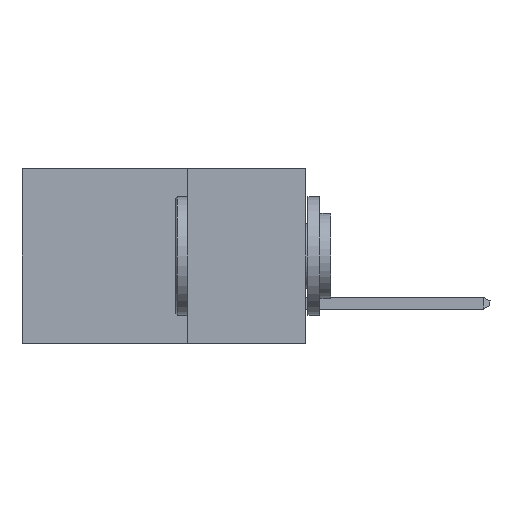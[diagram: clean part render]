
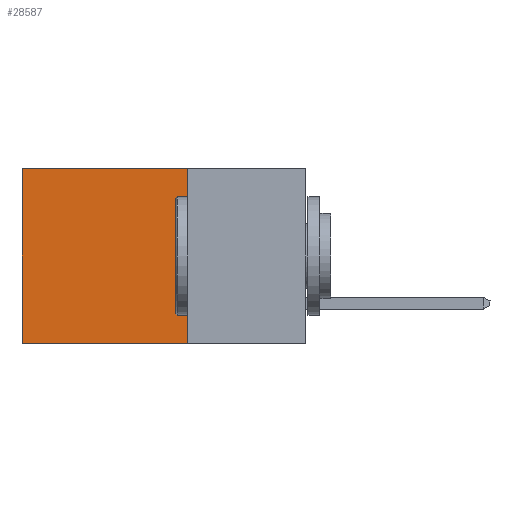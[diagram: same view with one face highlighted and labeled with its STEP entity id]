
A CAD part, left-side view. The second image highlights one B-rep face of the part: STEP entity #28587.
In plain terms, the highlighted planar face has unit normal (-1, 0, 0).
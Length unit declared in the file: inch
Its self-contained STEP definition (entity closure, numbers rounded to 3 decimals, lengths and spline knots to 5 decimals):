
#633 = CARTESIAN_POINT ( 'NONE',  ( 0.298, 0.6, 0. ) ) ;
#849 = AXIS2_PLACEMENT_3D ( 'NONE', #21014, #23347, #11804 ) ;
#1996 = ORIENTED_EDGE ( 'NONE', *, *, #21036, .T. ) ;
#2483 = DIRECTION ( 'NONE',  ( 0., 1., 0. ) ) ;
#2765 = EDGE_CURVE ( 'NONE', #22820, #20279, #5958, .T. ) ;
#3031 = DIRECTION ( 'NONE',  ( 0., 1., 0. ) ) ;
#4785 = PLANE ( 'NONE',  #849 ) ;
#5924 = CARTESIAN_POINT ( 'NONE',  ( 0.298, 0.6, -0.37 ) ) ;
#5958 = LINE ( 'NONE', #16349, #26622 ) ;
#7192 = ORIENTED_EDGE ( 'NONE', *, *, #2765, .F. ) ;
#7437 = CARTESIAN_POINT ( 'NONE',  ( 0.298, 0.25, 0. ) ) ;
#9547 = EDGE_LOOP ( 'NONE', ( #23105, #7192, #19359, #1996 ) ) ;
#9584 = VECTOR ( 'NONE', #19992, 39.37008 ) ;
#11804 = DIRECTION ( 'NONE',  ( 0., 0., -1. ) ) ;
#12321 = VECTOR ( 'NONE', #14381, 39.37008 ) ;
#12837 = CARTESIAN_POINT ( 'NONE',  ( 0.298, 0.6, 0. ) ) ;
#14381 = DIRECTION ( 'NONE',  ( 0., 0., -1. ) ) ;
#15289 = CARTESIAN_POINT ( 'NONE',  ( 0.298, 0.25, 0. ) ) ;
#15498 = LINE ( 'NONE', #633, #12321 ) ;
#16349 = CARTESIAN_POINT ( 'NONE',  ( 0.298, 0.25, -0.37 ) ) ;
#17974 = EDGE_CURVE ( 'NONE', #24856, #22820, #24798, .T. ) ;
#19359 = ORIENTED_EDGE ( 'NONE', *, *, #17974, .F. ) ;
#19409 = VECTOR ( 'NONE', #3031, 39.37008 ) ;
#19992 = DIRECTION ( 'NONE',  ( 0., 0., -1. ) ) ;
#20279 = VERTEX_POINT ( 'NONE', #5924 ) ;
#20401 = CARTESIAN_POINT ( 'NONE',  ( 0.298, 0.25, -0.37 ) ) ;
#21014 = CARTESIAN_POINT ( 'NONE',  ( 0.298, 0.25, 0. ) ) ;
#21036 = EDGE_CURVE ( 'NONE', #24856, #23990, #29555, .T. ) ;
#22820 = VERTEX_POINT ( 'NONE', #20401 ) ;
#23105 = ORIENTED_EDGE ( 'NONE', *, *, #29681, .T. ) ;
#23347 = DIRECTION ( 'NONE',  ( 1., 0., 0. ) ) ;
#23866 = CARTESIAN_POINT ( 'NONE',  ( 0.298, 0.25, 0. ) ) ;
#23990 = VERTEX_POINT ( 'NONE', #12837 ) ;
#23993 = FACE_OUTER_BOUND ( 'NONE', #9547, .T. ) ;
#24798 = LINE ( 'NONE', #15289, #9584 ) ;
#24856 = VERTEX_POINT ( 'NONE', #23866 ) ;
#26622 = VECTOR ( 'NONE', #2483, 39.37008 ) ;
#28587 = ADVANCED_FACE ( 'NONE', ( #23993 ), #4785, .F. ) ;
#29555 = LINE ( 'NONE', #7437, #19409 ) ;
#29681 = EDGE_CURVE ( 'NONE', #23990, #20279, #15498, .T. ) ;
